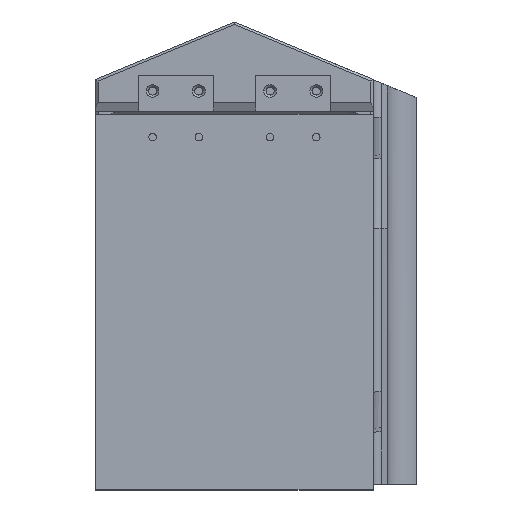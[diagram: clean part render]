
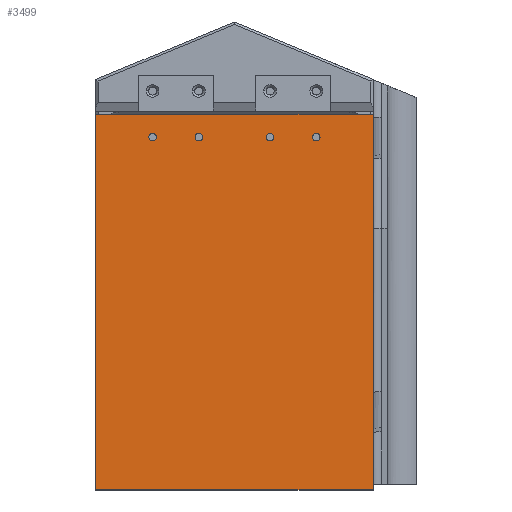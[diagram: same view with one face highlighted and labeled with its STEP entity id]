
A CAD part, top view. The second image highlights one B-rep face of the part: STEP entity #3499.
In plain terms, the highlighted planar face has unit normal (0, 0, 1).
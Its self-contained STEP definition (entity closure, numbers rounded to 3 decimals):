
#46 = EDGE_LOOP ( 'NONE', ( #3197, #3263 ) ) ;
#52 = CIRCLE ( 'NONE', #948, 1.3 ) ;
#118 = VERTEX_POINT ( 'NONE', #3297 ) ;
#171 = DIRECTION ( 'NONE',  ( 1., 0., 0. ) ) ;
#239 = VECTOR ( 'NONE', #2476, 1000. ) ;
#259 = VERTEX_POINT ( 'NONE', #833 ) ;
#344 = VERTEX_POINT ( 'NONE', #3118 ) ;
#374 = AXIS2_PLACEMENT_3D ( 'NONE', #1139, #3436, #3408 ) ;
#391 = EDGE_LOOP ( 'NONE', ( #3787, #774 ) ) ;
#401 = VECTOR ( 'NONE', #2485, 1000. ) ;
#456 = DIRECTION ( 'NONE',  ( 0., 0., 1. ) ) ;
#469 = DIRECTION ( 'NONE',  ( 1., 0., 0. ) ) ;
#490 = CARTESIAN_POINT ( 'NONE',  ( -48.001, 61.559, 58.35 ) ) ;
#495 = LINE ( 'NONE', #1905, #3083 ) ;
#525 = CIRCLE ( 'NONE', #1353, 1.3 ) ;
#565 = DIRECTION ( 'NONE',  ( 0., -1., 0. ) ) ;
#588 = VERTEX_POINT ( 'NONE', #3929 ) ;
#621 = LINE ( 'NONE', #1739, #401 ) ;
#645 = VERTEX_POINT ( 'NONE', #2314 ) ;
#684 = ORIENTED_EDGE ( 'NONE', *, *, #1194, .T. ) ;
#744 = AXIS2_PLACEMENT_3D ( 'NONE', #3500, #841, #171 ) ;
#774 = ORIENTED_EDGE ( 'NONE', *, *, #3260, .F. ) ;
#780 = FACE_BOUND ( 'NONE', #391, .T. ) ;
#833 = CARTESIAN_POINT ( 'NONE',  ( -13.633, 53.559, 58.35 ) ) ;
#841 = DIRECTION ( 'NONE',  ( 0., 0., 1. ) ) ;
#842 = CARTESIAN_POINT ( 'NONE',  ( -12.333, 53.559, 58.35 ) ) ;
#889 = FACE_OUTER_BOUND ( 'NONE', #2972, .T. ) ;
#923 = EDGE_LOOP ( 'NONE', ( #2707, #3285 ) ) ;
#936 = ORIENTED_EDGE ( 'NONE', *, *, #2743, .F. ) ;
#948 = AXIS2_PLACEMENT_3D ( 'NONE', #2880, #2536, #3231 ) ;
#951 = CIRCLE ( 'NONE', #1914, 1.3 ) ;
#985 = EDGE_CURVE ( 'NONE', #1166, #1289, #4114, .T. ) ;
#996 = CARTESIAN_POINT ( 'NONE',  ( -28.333, 53.559, 58.35 ) ) ;
#1016 = EDGE_CURVE ( 'NONE', #588, #2276, #1481, .T. ) ;
#1042 = EDGE_CURVE ( 'NONE', #2085, #4234, #2086, .T. ) ;
#1096 = VECTOR ( 'NONE', #3078, 1000. ) ;
#1102 = CARTESIAN_POINT ( 'NONE',  ( -11.033, 53.559, 58.35 ) ) ;
#1139 = CARTESIAN_POINT ( 'NONE',  ( 0., 0., 58.35 ) ) ;
#1166 = VERTEX_POINT ( 'NONE', #1582 ) ;
#1194 = EDGE_CURVE ( 'NONE', #4234, #118, #495, .T. ) ;
#1235 = AXIS2_PLACEMENT_3D ( 'NONE', #2784, #2759, #469 ) ;
#1268 = ORIENTED_EDGE ( 'NONE', *, *, #1042, .T. ) ;
#1289 = VERTEX_POINT ( 'NONE', #1943 ) ;
#1309 = CARTESIAN_POINT ( 'NONE',  ( 48.001, 61.559, 58.35 ) ) ;
#1353 = AXIS2_PLACEMENT_3D ( 'NONE', #1802, #456, #1762 ) ;
#1481 = CIRCLE ( 'NONE', #744, 1.3 ) ;
#1502 = EDGE_CURVE ( 'NONE', #3447, #645, #4113, .T. ) ;
#1538 = CARTESIAN_POINT ( 'NONE',  ( 11.033, 53.559, 58.35 ) ) ;
#1582 = CARTESIAN_POINT ( 'NONE',  ( 29.633, 53.559, 58.35 ) ) ;
#1598 = FACE_BOUND ( 'NONE', #46, .T. ) ;
#1655 = CIRCLE ( 'NONE', #1904, 1.3 ) ;
#1722 = AXIS2_PLACEMENT_3D ( 'NONE', #4014, #3453, #4120 ) ;
#1739 = CARTESIAN_POINT ( 'NONE',  ( 48.001, 61.559, 58.35 ) ) ;
#1762 = DIRECTION ( 'NONE',  ( 1., 0., 0. ) ) ;
#1775 = PLANE ( 'NONE',  #374 ) ;
#1802 = CARTESIAN_POINT ( 'NONE',  ( -12.333, 53.559, 58.35 ) ) ;
#1836 = EDGE_CURVE ( 'NONE', #2710, #259, #1655, .T. ) ;
#1904 = AXIS2_PLACEMENT_3D ( 'NONE', #842, #4138, #3486 ) ;
#1905 = CARTESIAN_POINT ( 'NONE',  ( -48.001, 61.559, 58.35 ) ) ;
#1914 = AXIS2_PLACEMENT_3D ( 'NONE', #996, #3607, #3947 ) ;
#1943 = CARTESIAN_POINT ( 'NONE',  ( 27.033, 53.559, 58.35 ) ) ;
#1981 = ORIENTED_EDGE ( 'NONE', *, *, #4184, .T. ) ;
#2085 = VERTEX_POINT ( 'NONE', #1309 ) ;
#2086 = LINE ( 'NONE', #490, #239 ) ;
#2149 = LINE ( 'NONE', #2361, #1096 ) ;
#2190 = CARTESIAN_POINT ( 'NONE',  ( -48.001, 61.559, 58.35 ) ) ;
#2276 = VERTEX_POINT ( 'NONE', #3378 ) ;
#2314 = CARTESIAN_POINT ( 'NONE',  ( 13.633, 53.559, 58.35 ) ) ;
#2361 = CARTESIAN_POINT ( 'NONE',  ( -48.001, -68.559, 58.35 ) ) ;
#2459 = CARTESIAN_POINT ( 'NONE',  ( 28.333, 53.559, 58.35 ) ) ;
#2476 = DIRECTION ( 'NONE',  ( -1., 0., 0. ) ) ;
#2485 = DIRECTION ( 'NONE',  ( 0., 1., 0. ) ) ;
#2490 = DIRECTION ( 'NONE',  ( 1., 0., 0. ) ) ;
#2536 = DIRECTION ( 'NONE',  ( 0., 0., 1. ) ) ;
#2707 = ORIENTED_EDGE ( 'NONE', *, *, #1836, .F. ) ;
#2710 = VERTEX_POINT ( 'NONE', #1102 ) ;
#2743 = EDGE_CURVE ( 'NONE', #645, #3447, #52, .T. ) ;
#2759 = DIRECTION ( 'NONE',  ( 0., 0., 1. ) ) ;
#2784 = CARTESIAN_POINT ( 'NONE',  ( 12.333, 53.559, 58.35 ) ) ;
#2880 = CARTESIAN_POINT ( 'NONE',  ( 12.333, 53.559, 58.35 ) ) ;
#2943 = CIRCLE ( 'NONE', #1722, 1.3 ) ;
#2972 = EDGE_LOOP ( 'NONE', ( #1981, #1268, #684, #3299 ) ) ;
#3068 = EDGE_CURVE ( 'NONE', #259, #2710, #525, .T. ) ;
#3078 = DIRECTION ( 'NONE',  ( 1., 0., 0. ) ) ;
#3083 = VECTOR ( 'NONE', #565, 1000. ) ;
#3100 = AXIS2_PLACEMENT_3D ( 'NONE', #2459, #3836, #2490 ) ;
#3118 = CARTESIAN_POINT ( 'NONE',  ( 48.001, -68.559, 58.35 ) ) ;
#3197 = ORIENTED_EDGE ( 'NONE', *, *, #3235, .F. ) ;
#3231 = DIRECTION ( 'NONE',  ( 1., 0., 0. ) ) ;
#3235 = EDGE_CURVE ( 'NONE', #2276, #588, #951, .T. ) ;
#3260 = EDGE_CURVE ( 'NONE', #1289, #1166, #2943, .T. ) ;
#3263 = ORIENTED_EDGE ( 'NONE', *, *, #1016, .F. ) ;
#3285 = ORIENTED_EDGE ( 'NONE', *, *, #3068, .F. ) ;
#3297 = CARTESIAN_POINT ( 'NONE',  ( -48.001, -68.559, 58.35 ) ) ;
#3299 = ORIENTED_EDGE ( 'NONE', *, *, #4122, .T. ) ;
#3378 = CARTESIAN_POINT ( 'NONE',  ( -27.033, 53.559, 58.35 ) ) ;
#3408 = DIRECTION ( 'NONE',  ( 1., 0., 0. ) ) ;
#3436 = DIRECTION ( 'NONE',  ( 0., 0., 1. ) ) ;
#3447 = VERTEX_POINT ( 'NONE', #1538 ) ;
#3453 = DIRECTION ( 'NONE',  ( 0., 0., 1. ) ) ;
#3486 = DIRECTION ( 'NONE',  ( 1., 0., 0. ) ) ;
#3499 = ADVANCED_FACE ( 'NONE', ( #1598, #4173, #4130, #780, #889 ), #1775, .T. ) ;
#3500 = CARTESIAN_POINT ( 'NONE',  ( -28.333, 53.559, 58.35 ) ) ;
#3607 = DIRECTION ( 'NONE',  ( 0., 0., 1. ) ) ;
#3741 = EDGE_LOOP ( 'NONE', ( #936, #3878 ) ) ;
#3787 = ORIENTED_EDGE ( 'NONE', *, *, #985, .F. ) ;
#3836 = DIRECTION ( 'NONE',  ( 0., 0., 1. ) ) ;
#3878 = ORIENTED_EDGE ( 'NONE', *, *, #1502, .F. ) ;
#3929 = CARTESIAN_POINT ( 'NONE',  ( -29.633, 53.559, 58.35 ) ) ;
#3947 = DIRECTION ( 'NONE',  ( 1., 0., 0. ) ) ;
#4014 = CARTESIAN_POINT ( 'NONE',  ( 28.333, 53.559, 58.35 ) ) ;
#4113 = CIRCLE ( 'NONE', #1235, 1.3 ) ;
#4114 = CIRCLE ( 'NONE', #3100, 1.3 ) ;
#4120 = DIRECTION ( 'NONE',  ( 1., 0., 0. ) ) ;
#4122 = EDGE_CURVE ( 'NONE', #118, #344, #2149, .T. ) ;
#4130 = FACE_BOUND ( 'NONE', #3741, .T. ) ;
#4138 = DIRECTION ( 'NONE',  ( 0., 0., 1. ) ) ;
#4173 = FACE_BOUND ( 'NONE', #923, .T. ) ;
#4184 = EDGE_CURVE ( 'NONE', #344, #2085, #621, .T. ) ;
#4234 = VERTEX_POINT ( 'NONE', #2190 ) ;
